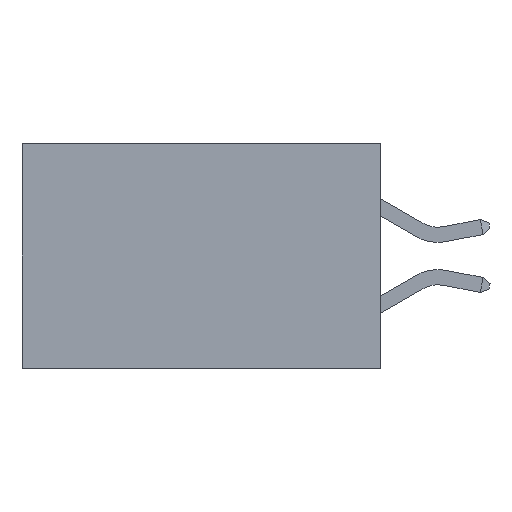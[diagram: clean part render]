
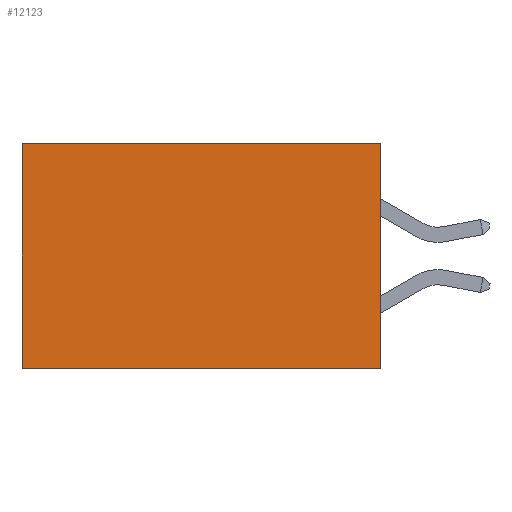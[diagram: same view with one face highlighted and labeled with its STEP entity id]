
A CAD part, left-side view. The second image highlights one B-rep face of the part: STEP entity #12123.
In plain terms, the highlighted planar face has unit normal (-1, 0, 0).
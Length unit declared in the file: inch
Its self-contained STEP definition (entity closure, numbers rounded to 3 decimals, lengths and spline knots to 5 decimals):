
#1473 = CARTESIAN_POINT ( 'NONE',  ( 0.277, 0., -0.37 ) ) ;
#1722 = CARTESIAN_POINT ( 'NONE',  ( 0.277, 0., -0.37 ) ) ;
#1868 = DIRECTION ( 'NONE',  ( 0., 0., -1. ) ) ;
#2705 = DIRECTION ( 'NONE',  ( 1., 0., 0. ) ) ;
#3017 = EDGE_CURVE ( 'NONE', #11863, #7044, #7237, .T. ) ;
#3320 = VECTOR ( 'NONE', #13349, 39.37008 ) ;
#4724 = CARTESIAN_POINT ( 'NONE',  ( 0.277, 0., 0. ) ) ;
#4888 = DIRECTION ( 'NONE',  ( 0., 1., 0. ) ) ;
#4994 = ORIENTED_EDGE ( 'NONE', *, *, #7137, .T. ) ;
#5280 = ORIENTED_EDGE ( 'NONE', *, *, #3017, .F. ) ;
#5721 = FACE_OUTER_BOUND ( 'NONE', #8855, .T. ) ;
#6280 = ORIENTED_EDGE ( 'NONE', *, *, #11251, .F. ) ;
#7044 = VERTEX_POINT ( 'NONE', #15598 ) ;
#7137 = EDGE_CURVE ( 'NONE', #11472, #7044, #9017, .T. ) ;
#7237 = LINE ( 'NONE', #1473, #3320 ) ;
#7480 = EDGE_CURVE ( 'NONE', #13061, #11472, #11824, .T. ) ;
#8855 = EDGE_LOOP ( 'NONE', ( #4994, #5280, #6280, #10206 ) ) ;
#9017 = LINE ( 'NONE', #13238, #16425 ) ;
#9093 = CARTESIAN_POINT ( 'NONE',  ( 0.277, 0., 0. ) ) ;
#9945 = CARTESIAN_POINT ( 'NONE',  ( 0.277, 0.59, 0. ) ) ;
#10066 = PLANE ( 'NONE',  #13563 ) ;
#10206 = ORIENTED_EDGE ( 'NONE', *, *, #7480, .T. ) ;
#11251 = EDGE_CURVE ( 'NONE', #13061, #11863, #12754, .T. ) ;
#11371 = VECTOR ( 'NONE', #4888, 39.37008 ) ;
#11472 = VERTEX_POINT ( 'NONE', #9945 ) ;
#11578 = CARTESIAN_POINT ( 'NONE',  ( 0.277, 0., -0.37 ) ) ;
#11824 = LINE ( 'NONE', #4724, #11371 ) ;
#11863 = VERTEX_POINT ( 'NONE', #13726 ) ;
#12123 = ADVANCED_FACE ( 'NONE', ( #5721 ), #10066, .F. ) ;
#12754 = LINE ( 'NONE', #1722, #16641 ) ;
#13061 = VERTEX_POINT ( 'NONE', #9093 ) ;
#13063 = DIRECTION ( 'NONE',  ( 0., 0., -1. ) ) ;
#13131 = DIRECTION ( 'NONE',  ( 0., 0., -1. ) ) ;
#13238 = CARTESIAN_POINT ( 'NONE',  ( 0.277, 0.59, -0.37 ) ) ;
#13349 = DIRECTION ( 'NONE',  ( 0., 1., 0. ) ) ;
#13563 = AXIS2_PLACEMENT_3D ( 'NONE', #11578, #2705, #13063 ) ;
#13726 = CARTESIAN_POINT ( 'NONE',  ( 0.277, 0., -0.37 ) ) ;
#15598 = CARTESIAN_POINT ( 'NONE',  ( 0.277, 0.59, -0.37 ) ) ;
#16425 = VECTOR ( 'NONE', #13131, 39.37008 ) ;
#16641 = VECTOR ( 'NONE', #1868, 39.37008 ) ;
